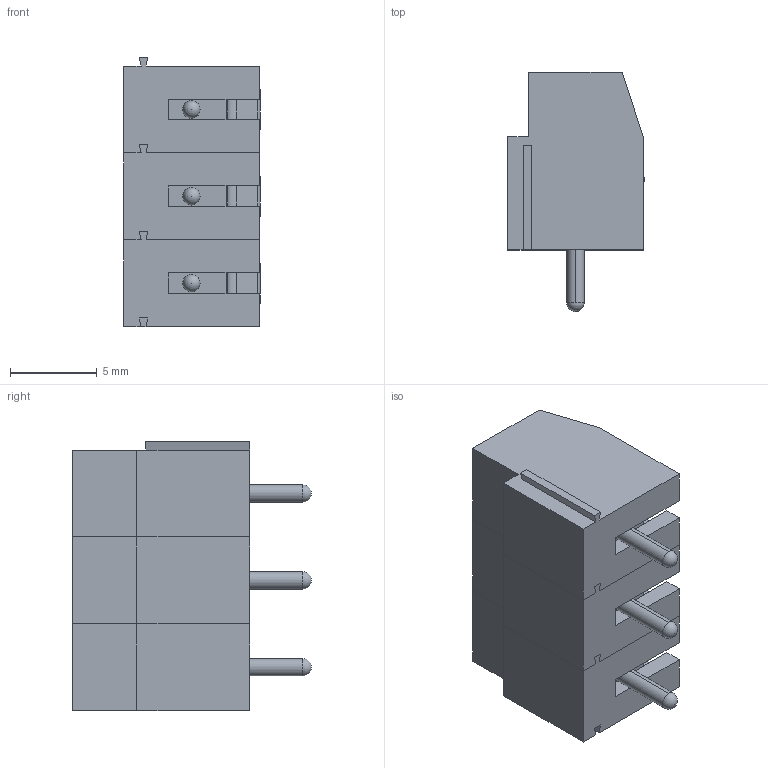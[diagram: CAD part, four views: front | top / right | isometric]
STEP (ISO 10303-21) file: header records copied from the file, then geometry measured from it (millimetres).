
FILE_DESCRIPTION (( 'STEP AP214' ), '1' );
FILE_NAME ('TBLOCK-3PIN-5mm pitch.STEP', '2020-06-29T08:17:32', ( '' ), ( '' ), 'SwSTEP 2.0', 'SolidWorks 2018', '' );
FILE_SCHEMA (( 'AUTOMOTIVE_DESIGN' ));
Length unit declared in the file: millimetre
Products named in the file (4): Inner; Screw; Outter; TBLOCK-3PIN-5mm pitch
Assembly tree (9 placements, depth 2):
  TBLOCK-3PIN-5mm pitch
    Outter  x3
    Screw  x3
    Inner  x3
Bounding box: 7.87 x 13.75 x 15.5 mm (x, y, z)
Volume: 844.5 mm3; surface area: 2239 mm2
Topology: 9 solids, 9 shells, 495 faces, 1242 edges, 741 vertices
Faces by surface type: plane 201, cylinder 129, bspline 84, torus 39, sphere 33, cone 9
Entity records: 5605 total; most frequent: CARTESIAN_POINT 1755, ORIENTED_EDGE 802, DIRECTION 743, EDGE_CURVE 401, AXIS2_PLACEMENT_3D 273, VERTEX_POINT 245, LINE 197, VECTOR 197
